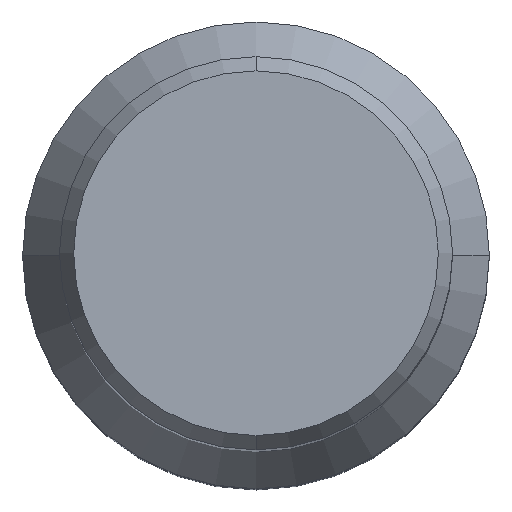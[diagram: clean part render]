
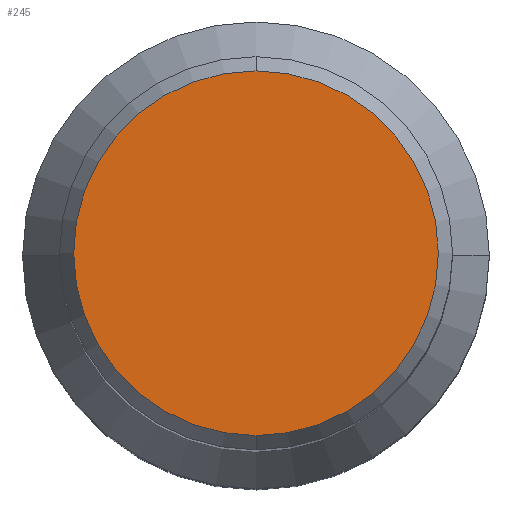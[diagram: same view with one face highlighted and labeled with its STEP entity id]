
A CAD part, top view. The second image highlights one B-rep face of the part: STEP entity #245.
In plain terms, the highlighted planar face has unit normal (0, 0, 1).
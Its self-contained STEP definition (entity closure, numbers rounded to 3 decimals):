
#245=ADVANCED_FACE('',(#611),#612,.T.);
#273=VERTEX_POINT('',#646);
#291=VERTEX_POINT('',#667);
#311=EDGE_CURVE('',#291,#273,#689,.T.);
#429=EDGE_CURVE('',#273,#291,#820,.T.);
#611=FACE_OUTER_BOUND('',#1025,.T.);
#612=PLANE('',#1026);
#646=CARTESIAN_POINT('',(0.0,7.423,0.0));
#667=CARTESIAN_POINT('',(0.,-7.423,0.0));
#689=CIRCLE('',#1193,7.423);
#820=CIRCLE('',#1476,7.423);
#1025=EDGE_LOOP('',(#1776,#1777));
#1026=AXIS2_PLACEMENT_3D('',#1778,#1779,#1780);
#1193=AXIS2_PLACEMENT_3D('',#1880,#1881,#1882);
#1476=AXIS2_PLACEMENT_3D('',#2043,#2044,#2045);
#1776=ORIENTED_EDGE('',*,*,#429,.F.);
#1777=ORIENTED_EDGE('',*,*,#311,.F.);
#1778=CARTESIAN_POINT('',(0.0,3.711,0.0));
#1779=DIRECTION('',(-0.0,0.0,1.0));
#1780=DIRECTION('',(0.0,-1.0,0.0));
#1880=CARTESIAN_POINT('',(0.0,0.0,0.0));
#1881=DIRECTION('',(0.0,0.0,-1.0));
#1882=DIRECTION('',(0.0,1.0,0.0));
#2043=CARTESIAN_POINT('',(0.0,0.0,0.0));
#2044=DIRECTION('',(0.0,0.0,-1.0));
#2045=DIRECTION('',(0.0,1.0,0.0));
